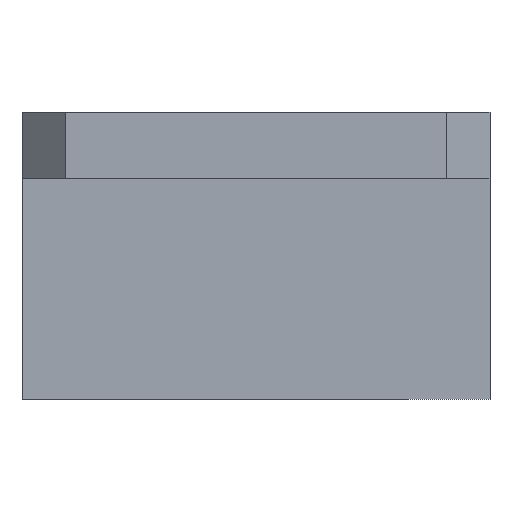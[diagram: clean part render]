
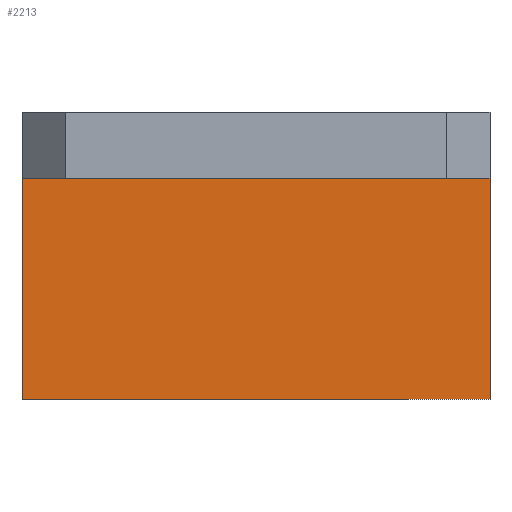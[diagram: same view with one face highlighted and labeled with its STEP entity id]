
A CAD part, front view. The second image highlights one B-rep face of the part: STEP entity #2213.
In plain terms, the highlighted planar face has unit normal (0, -1, 0).
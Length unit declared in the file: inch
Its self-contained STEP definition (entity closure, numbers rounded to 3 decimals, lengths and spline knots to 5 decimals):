
#545 = LINE ( 'NONE', #1948, #2434 ) ;
#588 = CARTESIAN_POINT ( 'NONE',  ( -0.815, -0.375, -0.23 ) ) ;
#612 = VECTOR ( 'NONE', #4666, 39.37008 ) ;
#633 = VERTEX_POINT ( 'NONE', #588 ) ;
#852 = ORIENTED_EDGE ( 'NONE', *, *, #4190, .T. ) ;
#903 = EDGE_LOOP ( 'NONE', ( #3474, #852, #1533, #2846 ) ) ;
#1066 = VERTEX_POINT ( 'NONE', #4123 ) ;
#1070 = CARTESIAN_POINT ( 'NONE',  ( -0.815, -0.375, -1. ) ) ;
#1345 = CARTESIAN_POINT ( 'NONE',  ( 0.815, -0.375, -0.23 ) ) ;
#1424 = VERTEX_POINT ( 'NONE', #3105 ) ;
#1533 = ORIENTED_EDGE ( 'NONE', *, *, #3565, .F. ) ;
#1549 = DIRECTION ( 'NONE',  ( 0., 0., 1. ) ) ;
#1627 = VECTOR ( 'NONE', #1549, 39.37008 ) ;
#1792 = VERTEX_POINT ( 'NONE', #1345 ) ;
#1948 = CARTESIAN_POINT ( 'NONE',  ( -0.815, -0.375, -1. ) ) ;
#2058 = LINE ( 'NONE', #1070, #612 ) ;
#2213 = ADVANCED_FACE ( 'NONE', ( #2837 ), #4118, .T. ) ;
#2434 = VECTOR ( 'NONE', #3172, 39.37008 ) ;
#2515 = DIRECTION ( 'NONE',  ( 0., -1., 0. ) ) ;
#2817 = LINE ( 'NONE', #5167, #1627 ) ;
#2837 = FACE_OUTER_BOUND ( 'NONE', #903, .T. ) ;
#2846 = ORIENTED_EDGE ( 'NONE', *, *, #3219, .T. ) ;
#2900 = CARTESIAN_POINT ( 'NONE',  ( 0., -0.375, -0.23 ) ) ;
#2927 = DIRECTION ( 'NONE',  ( 0., 0., -1. ) ) ;
#3105 = CARTESIAN_POINT ( 'NONE',  ( 0.815, -0.375, -1. ) ) ;
#3172 = DIRECTION ( 'NONE',  ( 1., 0., 0. ) ) ;
#3219 = EDGE_CURVE ( 'NONE', #1066, #1424, #545, .T. ) ;
#3331 = DIRECTION ( 'NONE',  ( -1., 0., 0. ) ) ;
#3401 = LINE ( 'NONE', #2900, #4412 ) ;
#3474 = ORIENTED_EDGE ( 'NONE', *, *, #5023, .T. ) ;
#3565 = EDGE_CURVE ( 'NONE', #1066, #633, #2058, .T. ) ;
#4118 = PLANE ( 'NONE',  #4417 ) ;
#4123 = CARTESIAN_POINT ( 'NONE',  ( -0.815, -0.375, -1. ) ) ;
#4190 = EDGE_CURVE ( 'NONE', #1792, #633, #3401, .T. ) ;
#4412 = VECTOR ( 'NONE', #3331, 39.37008 ) ;
#4417 = AXIS2_PLACEMENT_3D ( 'NONE', #4933, #2515, #2927 ) ;
#4666 = DIRECTION ( 'NONE',  ( 0., 0., 1. ) ) ;
#4933 = CARTESIAN_POINT ( 'NONE',  ( -0.815, -0.375, -1. ) ) ;
#5023 = EDGE_CURVE ( 'NONE', #1424, #1792, #2817, .T. ) ;
#5167 = CARTESIAN_POINT ( 'NONE',  ( 0.815, -0.375, -1. ) ) ;
